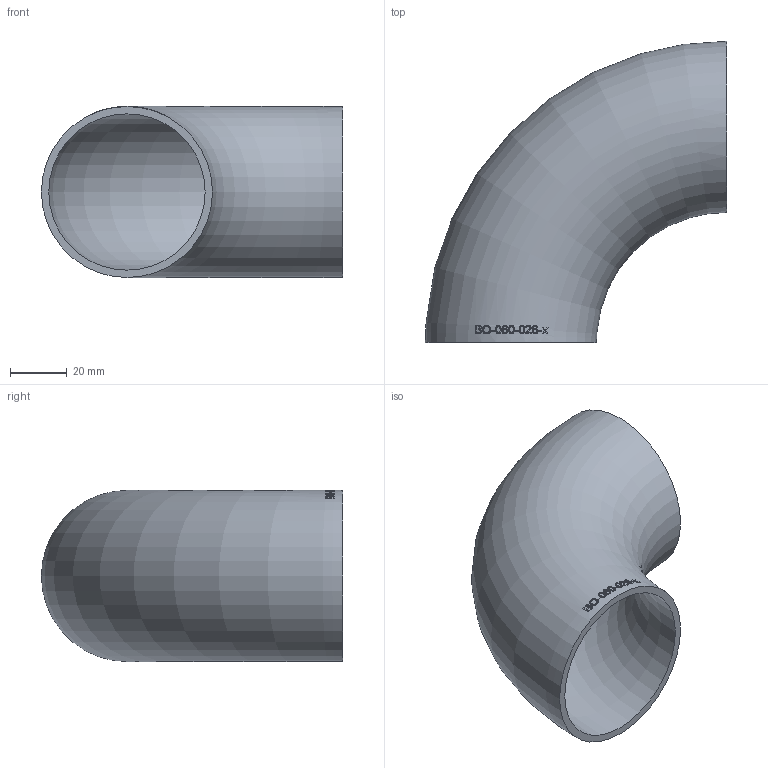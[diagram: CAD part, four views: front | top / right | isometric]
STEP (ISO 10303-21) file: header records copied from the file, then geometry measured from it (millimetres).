
FILE_DESCRIPTION (( 'STEP AP214' ), '1' );
FILE_NAME ('BO-060-026-x Bogen 1911.STEP', '2019-11-04T09:17:53', ( '' ), ( '' ), 'SwSTEP 2.0', 'SolidWorks 2016', '' );
FILE_SCHEMA (( 'AUTOMOTIVE_DESIGN' ));
Length unit declared in the file: millimetre
Products named in the file (1): BO-060-026-x Bogen 1911
Bounding box: 106.15 x 106.15 x 60.3 mm (x, y, z)
Volume: 56261.7 mm3; surface area: 44237 mm2
Topology: 1 solids, 1 shells, 153 faces, 397 edges, 265 vertices
Faces by surface type: bspline 89, plane 42, torus 22
Entity records: 9503 total; most frequent: CARTESIAN_POINT 4963, ORIENTED_EDGE 782, EDGE_CURVE 391, DIRECTION 267, VERTEX_POINT 262, B_SPLINE_CURVE_WITH_KNOTS 258, EDGE_LOOP 177, FACE_OUTER_BOUND 155
